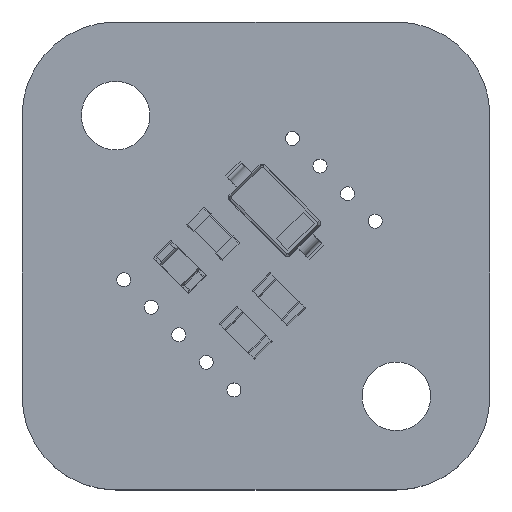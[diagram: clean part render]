
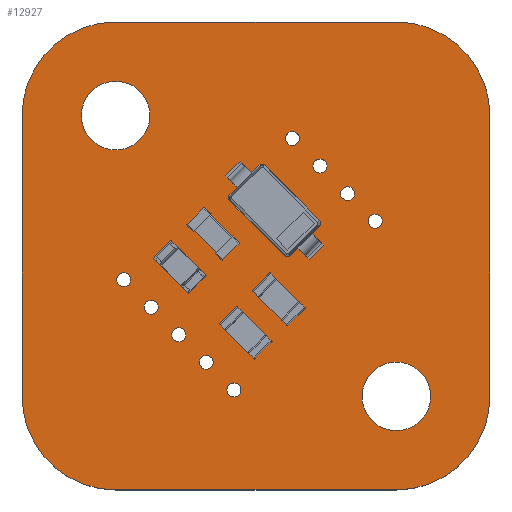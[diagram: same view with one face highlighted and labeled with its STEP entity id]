
A CAD part, top view. The second image highlights one B-rep face of the part: STEP entity #12927.
In plain terms, the highlighted planar face has unit normal (0, 0, 1).
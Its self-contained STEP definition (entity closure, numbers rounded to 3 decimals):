
#12657 = VERTEX_POINT('',#12658);
#12658 = CARTESIAN_POINT('',(9.,3.,1.6));
#12664 = EDGE_CURVE('',#12657,#12665,#12667,.T.);
#12665 = VERTEX_POINT('',#12666);
#12666 = CARTESIAN_POINT('',(12.,0.,1.6));
#12667 = CIRCLE('',#12668,3.);
#12668 = AXIS2_PLACEMENT_3D('',#12669,#12670,#12671);
#12669 = CARTESIAN_POINT('',(9.,0.,1.6));
#12670 = DIRECTION('',(0.,0.,-1.));
#12671 = DIRECTION('',(0.,1.,0.));
#12699 = VERTEX_POINT('',#12700);
#12700 = CARTESIAN_POINT('',(0.,3.,1.6));
#12706 = EDGE_CURVE('',#12699,#12657,#12707,.T.);
#12707 = LINE('',#12708,#12709);
#12708 = CARTESIAN_POINT('',(0.,3.,1.6));
#12709 = VECTOR('',#12710,1.);
#12710 = DIRECTION('',(1.,0.,0.));
#12728 = EDGE_CURVE('',#12665,#12729,#12731,.T.);
#12729 = VERTEX_POINT('',#12730);
#12730 = CARTESIAN_POINT('',(12.,-9.,1.6));
#12731 = LINE('',#12732,#12733);
#12732 = CARTESIAN_POINT('',(12.,0.,1.6));
#12733 = VECTOR('',#12734,1.);
#12734 = DIRECTION('',(0.,-1.,0.));
#12927 = ADVANCED_FACE('',(#12928,#12974,#12985,#12996,#13007,#13018,
    #13029,#13040,#13051,#13062,#13073,#13084),#13095,.F.);
#12928 = FACE_BOUND('',#12929,.F.);
#12929 = EDGE_LOOP('',(#12930,#12931,#12932,#12941,#12949,#12958,#12966,
    #12973));
#12930 = ORIENTED_EDGE('',*,*,#12664,.T.);
#12931 = ORIENTED_EDGE('',*,*,#12728,.T.);
#12932 = ORIENTED_EDGE('',*,*,#12933,.T.);
#12933 = EDGE_CURVE('',#12729,#12934,#12936,.T.);
#12934 = VERTEX_POINT('',#12935);
#12935 = CARTESIAN_POINT('',(9.,-12.,1.6));
#12936 = CIRCLE('',#12937,3.);
#12937 = AXIS2_PLACEMENT_3D('',#12938,#12939,#12940);
#12938 = CARTESIAN_POINT('',(9.,-9.,1.6));
#12939 = DIRECTION('',(0.,0.,-1.));
#12940 = DIRECTION('',(1.,0.,0.));
#12941 = ORIENTED_EDGE('',*,*,#12942,.T.);
#12942 = EDGE_CURVE('',#12934,#12943,#12945,.T.);
#12943 = VERTEX_POINT('',#12944);
#12944 = CARTESIAN_POINT('',(0.,-12.,1.6));
#12945 = LINE('',#12946,#12947);
#12946 = CARTESIAN_POINT('',(9.,-12.,1.6));
#12947 = VECTOR('',#12948,1.);
#12948 = DIRECTION('',(-1.,0.,0.));
#12949 = ORIENTED_EDGE('',*,*,#12950,.T.);
#12950 = EDGE_CURVE('',#12943,#12951,#12953,.T.);
#12951 = VERTEX_POINT('',#12952);
#12952 = CARTESIAN_POINT('',(-3.,-9.,1.6));
#12953 = CIRCLE('',#12954,3.);
#12954 = AXIS2_PLACEMENT_3D('',#12955,#12956,#12957);
#12955 = CARTESIAN_POINT('',(0.,-9.,1.6));
#12956 = DIRECTION('',(0.,0.,-1.));
#12957 = DIRECTION('',(0.,-1.,0.));
#12958 = ORIENTED_EDGE('',*,*,#12959,.T.);
#12959 = EDGE_CURVE('',#12951,#12960,#12962,.T.);
#12960 = VERTEX_POINT('',#12961);
#12961 = CARTESIAN_POINT('',(-3.,0.,1.6));
#12962 = LINE('',#12963,#12964);
#12963 = CARTESIAN_POINT('',(-3.,-9.,1.6));
#12964 = VECTOR('',#12965,1.);
#12965 = DIRECTION('',(0.,1.,0.));
#12966 = ORIENTED_EDGE('',*,*,#12967,.T.);
#12967 = EDGE_CURVE('',#12960,#12699,#12968,.T.);
#12968 = CIRCLE('',#12969,3.);
#12969 = AXIS2_PLACEMENT_3D('',#12970,#12971,#12972);
#12970 = CARTESIAN_POINT('',(0.,0.,1.6)
  );
#12971 = DIRECTION('',(0.,0.,-1.));
#12972 = DIRECTION('',(-1.,0.,-0.));
#12973 = ORIENTED_EDGE('',*,*,#12706,.T.);
#12974 = FACE_BOUND('',#12975,.F.);
#12975 = EDGE_LOOP('',(#12976));
#12976 = ORIENTED_EDGE('',*,*,#12977,.F.);
#12977 = EDGE_CURVE('',#12978,#12978,#12980,.T.);
#12978 = VERTEX_POINT('',#12979);
#12979 = CARTESIAN_POINT('',(9.,-10.1,1.6));
#12980 = CIRCLE('',#12981,1.1);
#12981 = AXIS2_PLACEMENT_3D('',#12982,#12983,#12984);
#12982 = CARTESIAN_POINT('',(9.,-9.,1.6));
#12983 = DIRECTION('',(-0.,0.,-1.));
#12984 = DIRECTION('',(-0.,-1.,0.));
#12985 = FACE_BOUND('',#12986,.F.);
#12986 = EDGE_LOOP('',(#12987));
#12987 = ORIENTED_EDGE('',*,*,#12988,.F.);
#12988 = EDGE_CURVE('',#12989,#12989,#12991,.T.);
#12989 = VERTEX_POINT('',#12990);
#12990 = CARTESIAN_POINT('',(3.793,-9.021,1.6));
#12991 = CIRCLE('',#12992,0.225);
#12992 = AXIS2_PLACEMENT_3D('',#12993,#12994,#12995);
#12993 = CARTESIAN_POINT('',(3.793,-8.796,1.6));
#12994 = DIRECTION('',(-0.,0.,-1.));
#12995 = DIRECTION('',(-0.,-1.,0.));
#12996 = FACE_BOUND('',#12997,.F.);
#12997 = EDGE_LOOP('',(#12998));
#12998 = ORIENTED_EDGE('',*,*,#12999,.F.);
#12999 = EDGE_CURVE('',#13000,#13000,#13002,.T.);
#13000 = VERTEX_POINT('',#13001);
#13001 = CARTESIAN_POINT('',(2.909,-8.137,1.6));
#13002 = CIRCLE('',#13003,0.225);
#13003 = AXIS2_PLACEMENT_3D('',#13004,#13005,#13006);
#13004 = CARTESIAN_POINT('',(2.909,-7.912,1.6));
#13005 = DIRECTION('',(-0.,0.,-1.));
#13006 = DIRECTION('',(-0.,-1.,0.));
#13007 = FACE_BOUND('',#13008,.F.);
#13008 = EDGE_LOOP('',(#13009));
#13009 = ORIENTED_EDGE('',*,*,#13010,.F.);
#13010 = EDGE_CURVE('',#13011,#13011,#13013,.T.);
#13011 = VERTEX_POINT('',#13012);
#13012 = CARTESIAN_POINT('',(2.025,-7.253,1.6));
#13013 = CIRCLE('',#13014,0.225);
#13014 = AXIS2_PLACEMENT_3D('',#13015,#13016,#13017);
#13015 = CARTESIAN_POINT('',(2.025,-7.028,1.6));
#13016 = DIRECTION('',(-0.,0.,-1.));
#13017 = DIRECTION('',(-0.,-1.,0.));
#13018 = FACE_BOUND('',#13019,.F.);
#13019 = EDGE_LOOP('',(#13020));
#13020 = ORIENTED_EDGE('',*,*,#13021,.F.);
#13021 = EDGE_CURVE('',#13022,#13022,#13024,.T.);
#13022 = VERTEX_POINT('',#13023);
#13023 = CARTESIAN_POINT('',(1.142,-6.369,1.6));
#13024 = CIRCLE('',#13025,0.225);
#13025 = AXIS2_PLACEMENT_3D('',#13026,#13027,#13028);
#13026 = CARTESIAN_POINT('',(1.142,-6.144,1.6));
#13027 = DIRECTION('',(-0.,0.,-1.));
#13028 = DIRECTION('',(-0.,-1.,0.));
#13029 = FACE_BOUND('',#13030,.F.);
#13030 = EDGE_LOOP('',(#13031));
#13031 = ORIENTED_EDGE('',*,*,#13032,.F.);
#13032 = EDGE_CURVE('',#13033,#13033,#13035,.T.);
#13033 = VERTEX_POINT('',#13034);
#13034 = CARTESIAN_POINT('',(0.258,-5.485,1.6));
#13035 = CIRCLE('',#13036,0.225);
#13036 = AXIS2_PLACEMENT_3D('',#13037,#13038,#13039);
#13037 = CARTESIAN_POINT('',(0.258,-5.26,1.6));
#13038 = DIRECTION('',(-0.,0.,-1.));
#13039 = DIRECTION('',(-0.,-1.,0.));
#13040 = FACE_BOUND('',#13041,.F.);
#13041 = EDGE_LOOP('',(#13042));
#13042 = ORIENTED_EDGE('',*,*,#13043,.F.);
#13043 = EDGE_CURVE('',#13044,#13044,#13046,.T.);
#13044 = VERTEX_POINT('',#13045);
#13045 = CARTESIAN_POINT('',(8.319,-3.611,1.6));
#13046 = CIRCLE('',#13047,0.225);
#13047 = AXIS2_PLACEMENT_3D('',#13048,#13049,#13050);
#13048 = CARTESIAN_POINT('',(8.319,-3.386,1.6));
#13049 = DIRECTION('',(-0.,0.,-1.));
#13050 = DIRECTION('',(-0.,-1.,0.));
#13051 = FACE_BOUND('',#13052,.F.);
#13052 = EDGE_LOOP('',(#13053));
#13053 = ORIENTED_EDGE('',*,*,#13054,.F.);
#13054 = EDGE_CURVE('',#13055,#13055,#13057,.T.);
#13055 = VERTEX_POINT('',#13056);
#13056 = CARTESIAN_POINT('',(7.435,-2.727,1.6));
#13057 = CIRCLE('',#13058,0.225);
#13058 = AXIS2_PLACEMENT_3D('',#13059,#13060,#13061);
#13059 = CARTESIAN_POINT('',(7.435,-2.502,1.6));
#13060 = DIRECTION('',(-0.,0.,-1.));
#13061 = DIRECTION('',(0.,-1.,0.));
#13062 = FACE_BOUND('',#13063,.F.);
#13063 = EDGE_LOOP('',(#13064));
#13064 = ORIENTED_EDGE('',*,*,#13065,.F.);
#13065 = EDGE_CURVE('',#13066,#13066,#13068,.T.);
#13066 = VERTEX_POINT('',#13067);
#13067 = CARTESIAN_POINT('',(6.551,-1.843,1.6));
#13068 = CIRCLE('',#13069,0.225);
#13069 = AXIS2_PLACEMENT_3D('',#13070,#13071,#13072);
#13070 = CARTESIAN_POINT('',(6.551,-1.618,1.6));
#13071 = DIRECTION('',(-0.,0.,-1.));
#13072 = DIRECTION('',(-0.,-1.,0.));
#13073 = FACE_BOUND('',#13074,.F.);
#13074 = EDGE_LOOP('',(#13075));
#13075 = ORIENTED_EDGE('',*,*,#13076,.F.);
#13076 = EDGE_CURVE('',#13077,#13077,#13079,.T.);
#13077 = VERTEX_POINT('',#13078);
#13078 = CARTESIAN_POINT('',(5.668,-0.959,1.6));
#13079 = CIRCLE('',#13080,0.225);
#13080 = AXIS2_PLACEMENT_3D('',#13081,#13082,#13083);
#13081 = CARTESIAN_POINT('',(5.668,-0.734,1.6));
#13082 = DIRECTION('',(-0.,0.,-1.));
#13083 = DIRECTION('',(-0.,-1.,0.));
#13084 = FACE_BOUND('',#13085,.F.);
#13085 = EDGE_LOOP('',(#13086));
#13086 = ORIENTED_EDGE('',*,*,#13087,.F.);
#13087 = EDGE_CURVE('',#13088,#13088,#13090,.T.);
#13088 = VERTEX_POINT('',#13089);
#13089 = CARTESIAN_POINT('',(0.,-1.1,1.6));
#13090 = CIRCLE('',#13091,1.1);
#13091 = AXIS2_PLACEMENT_3D('',#13092,#13093,#13094);
#13092 = CARTESIAN_POINT('',(0.,0.,1.6)
  );
#13093 = DIRECTION('',(-0.,0.,-1.));
#13094 = DIRECTION('',(0.,-1.,-0.));
#13095 = PLANE('',#13096);
#13096 = AXIS2_PLACEMENT_3D('',#13097,#13098,#13099);
#13097 = CARTESIAN_POINT('',(4.5,-4.5,1.6));
#13098 = DIRECTION('',(-0.,-0.,-1.));
#13099 = DIRECTION('',(-1.,0.,0.));
